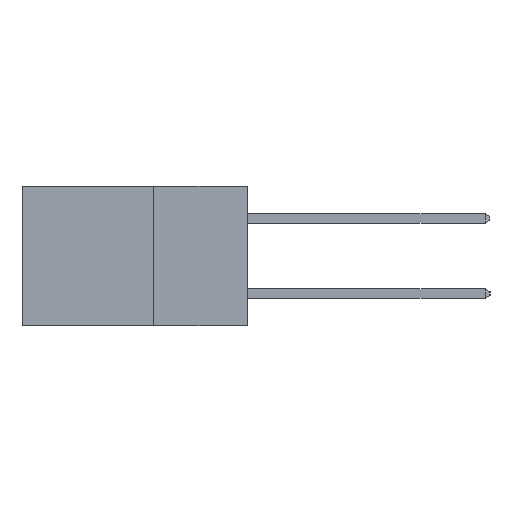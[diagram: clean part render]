
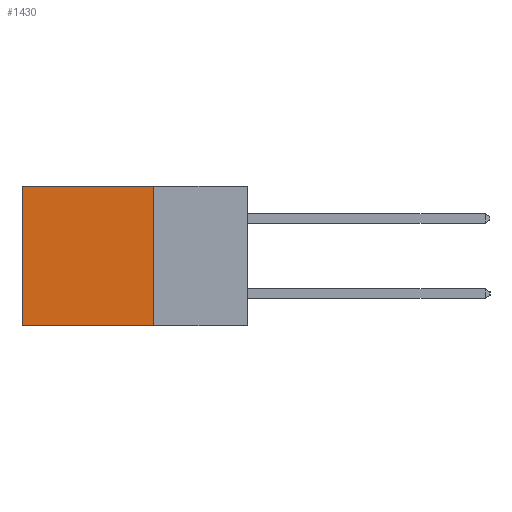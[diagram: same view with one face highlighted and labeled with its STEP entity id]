
A CAD part, left-side view. The second image highlights one B-rep face of the part: STEP entity #1430.
In plain terms, the highlighted planar face has unit normal (-1, 0, 0).
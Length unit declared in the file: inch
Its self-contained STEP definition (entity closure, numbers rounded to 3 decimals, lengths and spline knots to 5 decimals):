
#11 = CARTESIAN_POINT ( 'NONE',  ( 0.2615, 0.6, 0. ) ) ;
#313 = DIRECTION ( 'NONE',  ( 0., 0., -1. ) ) ;
#334 = CARTESIAN_POINT ( 'NONE',  ( 0.2615, 0.25, -0.37 ) ) ;
#737 = ORIENTED_EDGE ( 'NONE', *, *, #12957, .T. ) ;
#1056 = ORIENTED_EDGE ( 'NONE', *, *, #11045, .F. ) ;
#1141 = ORIENTED_EDGE ( 'NONE', *, *, #4329, .F. ) ;
#1365 = LINE ( 'NONE', #11628, #7311 ) ;
#1374 = ORIENTED_EDGE ( 'NONE', *, *, #12384, .T. ) ;
#1430 = ADVANCED_FACE ( 'NONE', ( #11440 ), #4658, .F. ) ;
#2472 = LINE ( 'NONE', #6742, #10986 ) ;
#4329 = EDGE_CURVE ( 'NONE', #4614, #6800, #8785, .T. ) ;
#4527 = DIRECTION ( 'NONE',  ( 0., 0., -1. ) ) ;
#4530 = DIRECTION ( 'NONE',  ( 1., 0., 0. ) ) ;
#4614 = VERTEX_POINT ( 'NONE', #9122 ) ;
#4658 = PLANE ( 'NONE',  #12564 ) ;
#4847 = CARTESIAN_POINT ( 'NONE',  ( 0.2615, 0.25, -0.37 ) ) ;
#5568 = VECTOR ( 'NONE', #6765, 39.37008 ) ;
#6071 = CARTESIAN_POINT ( 'NONE',  ( 0.2615, 0.6, -0.37 ) ) ;
#6605 = CARTESIAN_POINT ( 'NONE',  ( 0.2615, 0.25, 0. ) ) ;
#6722 = DIRECTION ( 'NONE',  ( 0., 0., -1. ) ) ;
#6730 = EDGE_LOOP ( 'NONE', ( #737, #1056, #1141, #1374 ) ) ;
#6742 = CARTESIAN_POINT ( 'NONE',  ( 0.2615, 0.6, -0.37 ) ) ;
#6765 = DIRECTION ( 'NONE',  ( 0., 1., 0. ) ) ;
#6800 = VERTEX_POINT ( 'NONE', #12646 ) ;
#7286 = VERTEX_POINT ( 'NONE', #6071 ) ;
#7311 = VECTOR ( 'NONE', #11616, 39.37008 ) ;
#8533 = LINE ( 'NONE', #6605, #5568 ) ;
#8785 = LINE ( 'NONE', #334, #9165 ) ;
#9122 = CARTESIAN_POINT ( 'NONE',  ( 0.2615, 0.25, 0. ) ) ;
#9165 = VECTOR ( 'NONE', #313, 39.37008 ) ;
#10544 = VERTEX_POINT ( 'NONE', #11 ) ;
#10986 = VECTOR ( 'NONE', #6722, 39.37008 ) ;
#11045 = EDGE_CURVE ( 'NONE', #6800, #7286, #1365, .T. ) ;
#11440 = FACE_OUTER_BOUND ( 'NONE', #6730, .T. ) ;
#11616 = DIRECTION ( 'NONE',  ( 0., 1., 0. ) ) ;
#11628 = CARTESIAN_POINT ( 'NONE',  ( 0.2615, 0.25, -0.37 ) ) ;
#12384 = EDGE_CURVE ( 'NONE', #4614, #10544, #8533, .T. ) ;
#12564 = AXIS2_PLACEMENT_3D ( 'NONE', #4847, #4530, #4527 ) ;
#12646 = CARTESIAN_POINT ( 'NONE',  ( 0.2615, 0.25, -0.37 ) ) ;
#12957 = EDGE_CURVE ( 'NONE', #10544, #7286, #2472, .T. ) ;
